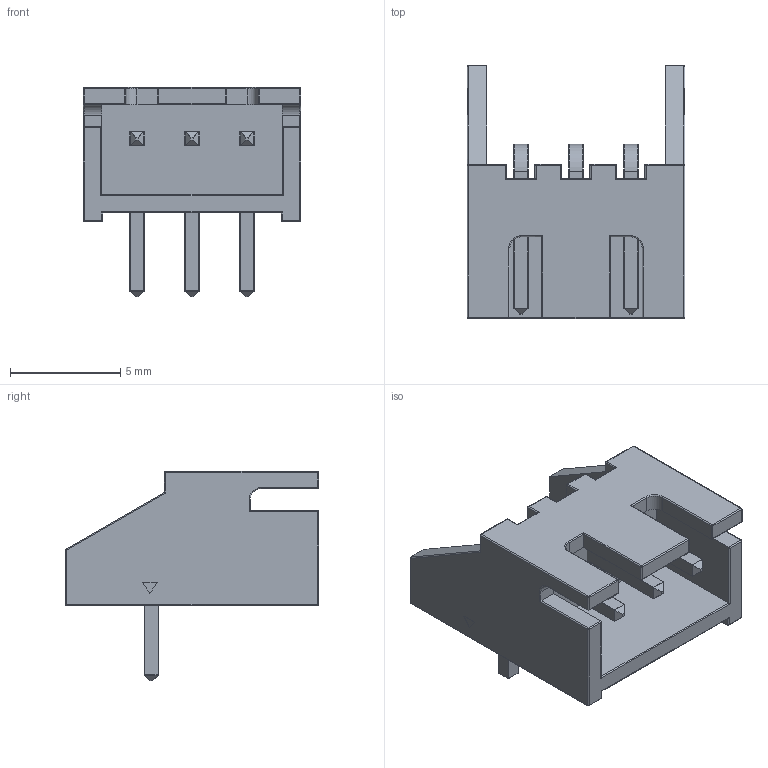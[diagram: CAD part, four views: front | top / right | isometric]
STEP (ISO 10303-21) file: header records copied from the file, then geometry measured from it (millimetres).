
FILE_DESCRIPTION(/* description */ (''),/* implementation_level */ '2;1');
FILE_NAME(/* name */ 'S3B-XH-A-1.stp',/* time_stamp */ '2022-09-01T21:53:32+02:00',/* author */ ('AbuBakr'),/* organization */ (''),/* preprocessor_version */ 'ST-DEVELOPER v17',/* originating_system */ 'Autodesk Inventor 2019',/* authorisation */ '');
FILE_SCHEMA (('AUTOMOTIVE_DESIGN { 1 0 10303 214 3 1 1 }'));
Length unit declared in the file: millimetre
Products named in the file (6): S5B-XH-A-1; S6B-XH-A; 1; 2; Pin1_Triangle; JST
Assembly tree (5 placements, depth 3):
  S5B-XH-A-1
    S6B-XH-A
      1
      2
      Pin1_Triangle
      JST
Bounding box: 9.9 x 11.5 x 9.5 mm (x, y, z)
Volume: 262.4 mm3; surface area: 652.9 mm2
Topology: 8 solids, 8 shells, 423 faces, 948 edges, 541 vertices
Faces by surface type: cylinder 165, plane 118, bspline 63, sphere 61, torus 16
Entity records: 12204 total; most frequent: CARTESIAN_POINT 2724, ORIENTED_EDGE 1896, DIRECTION 1888, EDGE_CURVE 948, AXIS2_PLACEMENT_3D 689, VERTEX_POINT 541, LINE 510, VECTOR 510
